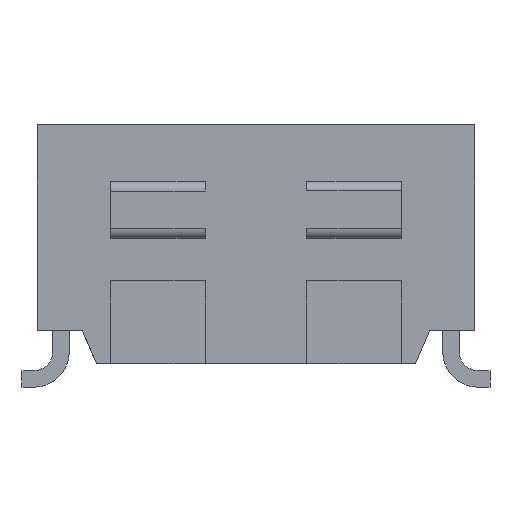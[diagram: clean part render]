
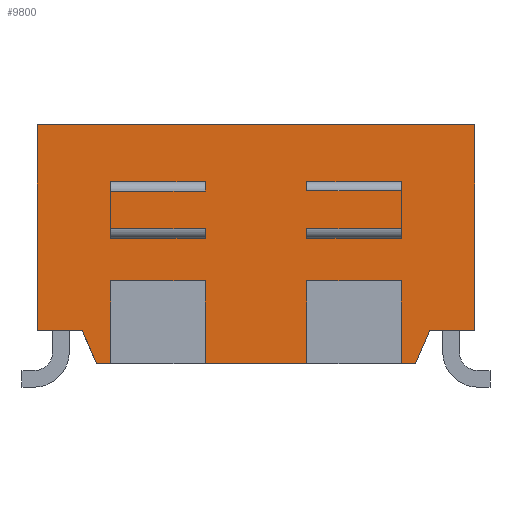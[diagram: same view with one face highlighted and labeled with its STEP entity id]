
A CAD part, front view. The second image highlights one B-rep face of the part: STEP entity #9800.
In plain terms, the highlighted face is planar.
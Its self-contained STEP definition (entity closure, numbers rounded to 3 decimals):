
#462=ORIENTED_EDGE('',*,*,#2495,.F.);
#463=ORIENTED_EDGE('',*,*,#2565,.F.);
#464=ORIENTED_EDGE('',*,*,#2566,.T.);
#465=ORIENTED_EDGE('',*,*,#2567,.T.);
#466=ORIENTED_EDGE('',*,*,#2509,.F.);
#467=ORIENTED_EDGE('',*,*,#2568,.F.);
#468=ORIENTED_EDGE('',*,*,#2569,.T.);
#469=ORIENTED_EDGE('',*,*,#2570,.T.);
#470=ORIENTED_EDGE('',*,*,#2505,.F.);
#471=ORIENTED_EDGE('',*,*,#2571,.T.);
#472=ORIENTED_EDGE('',*,*,#2572,.T.);
#473=ORIENTED_EDGE('',*,*,#2573,.F.);
#474=ORIENTED_EDGE('',*,*,#2574,.F.);
#475=ORIENTED_EDGE('',*,*,#2575,.T.);
#476=ORIENTED_EDGE('',*,*,#2576,.F.);
#477=ORIENTED_EDGE('',*,*,#2577,.F.);
#478=ORIENTED_EDGE('',*,*,#2578,.F.);
#479=ORIENTED_EDGE('',*,*,#2579,.F.);
#480=ORIENTED_EDGE('',*,*,#2580,.F.);
#481=ORIENTED_EDGE('',*,*,#2581,.F.);
#482=ORIENTED_EDGE('',*,*,#2582,.F.);
#483=ORIENTED_EDGE('',*,*,#2540,.T.);
#484=ORIENTED_EDGE('',*,*,#2583,.T.);
#485=ORIENTED_EDGE('',*,*,#2552,.T.);
#486=ORIENTED_EDGE('',*,*,#2584,.T.);
#487=ORIENTED_EDGE('',*,*,#2585,.T.);
#488=ORIENTED_EDGE('',*,*,#2548,.T.);
#489=ORIENTED_EDGE('',*,*,#2586,.T.);
#490=ORIENTED_EDGE('',*,*,#2542,.F.);
#491=ORIENTED_EDGE('',*,*,#2587,.T.);
#492=ORIENTED_EDGE('',*,*,#2588,.T.);
#493=ORIENTED_EDGE('',*,*,#2589,.T.);
#2495=EDGE_CURVE('',#3546,#3547,#4256,.T.);
#2505=EDGE_CURVE('',#3554,#3555,#4266,.T.);
#2509=EDGE_CURVE('',#3558,#3559,#4270,.T.);
#2540=EDGE_CURVE('',#3579,#3582,#4297,.T.);
#2542=EDGE_CURVE('',#3584,#3585,#4298,.T.);
#2548=EDGE_CURVE('',#3587,#3590,#4301,.T.);
#2552=EDGE_CURVE('',#3591,#3594,#4303,.T.);
#2565=EDGE_CURVE('',#3607,#3546,#4310,.T.);
#2566=EDGE_CURVE('',#3607,#3608,#4311,.T.);
#2567=EDGE_CURVE('',#3608,#3559,#4312,.T.);
#2568=EDGE_CURVE('',#3609,#3558,#4313,.T.);
#2569=EDGE_CURVE('',#3609,#3610,#4314,.T.);
#2570=EDGE_CURVE('',#3610,#3555,#4315,.T.);
#2571=EDGE_CURVE('',#3554,#3611,#4316,.T.);
#2572=EDGE_CURVE('',#3611,#3612,#4317,.T.);
#2573=EDGE_CURVE('',#3613,#3612,#4318,.T.);
#2574=EDGE_CURVE('',#3614,#3613,#4319,.T.);
#2575=EDGE_CURVE('',#3614,#3615,#4320,.T.);
#2576=EDGE_CURVE('',#3616,#3615,#4321,.T.);
#2577=EDGE_CURVE('',#3547,#3616,#4322,.T.);
#2578=EDGE_CURVE('',#3617,#3594,#4323,.T.);
#2579=EDGE_CURVE('',#3618,#3617,#4324,.T.);
#2580=EDGE_CURVE('',#3619,#3618,#4325,.T.);
#2581=EDGE_CURVE('',#3620,#3619,#4326,.T.);
#2582=EDGE_CURVE('',#3579,#3620,#4327,.T.);
#2583=EDGE_CURVE('',#3582,#3591,#4328,.T.);
#2584=EDGE_CURVE('',#3621,#3622,#4329,.T.);
#2585=EDGE_CURVE('',#3622,#3587,#4330,.T.);
#2586=EDGE_CURVE('',#3590,#3585,#4331,.T.);
#2587=EDGE_CURVE('',#3584,#3623,#4332,.T.);
#2588=EDGE_CURVE('',#3623,#3624,#4333,.T.);
#2589=EDGE_CURVE('',#3624,#3621,#4334,.T.);
#3546=VERTEX_POINT('',#12523);
#3547=VERTEX_POINT('',#12525);
#3554=VERTEX_POINT('',#12541);
#3555=VERTEX_POINT('',#12543);
#3558=VERTEX_POINT('',#12549);
#3559=VERTEX_POINT('',#12551);
#3579=VERTEX_POINT('',#12607);
#3582=VERTEX_POINT('',#12612);
#3584=VERTEX_POINT('',#12617);
#3585=VERTEX_POINT('',#12619);
#3587=VERTEX_POINT('',#12625);
#3590=VERTEX_POINT('',#12630);
#3591=VERTEX_POINT('',#12634);
#3594=VERTEX_POINT('',#12639);
#3607=VERTEX_POINT('',#12670);
#3608=VERTEX_POINT('',#12672);
#3609=VERTEX_POINT('',#12675);
#3610=VERTEX_POINT('',#12677);
#3611=VERTEX_POINT('',#12680);
#3612=VERTEX_POINT('',#12682);
#3613=VERTEX_POINT('',#12684);
#3614=VERTEX_POINT('',#12686);
#3615=VERTEX_POINT('',#12688);
#3616=VERTEX_POINT('',#12690);
#3617=VERTEX_POINT('',#12693);
#3618=VERTEX_POINT('',#12695);
#3619=VERTEX_POINT('',#12697);
#3620=VERTEX_POINT('',#12699);
#3621=VERTEX_POINT('',#12703);
#3622=VERTEX_POINT('',#12704);
#3623=VERTEX_POINT('',#12708);
#3624=VERTEX_POINT('',#12710);
#4256=LINE('',#12524,#5111);
#4266=LINE('',#12542,#5121);
#4270=LINE('',#12550,#5125);
#4297=LINE('',#12613,#5152);
#4298=LINE('',#12618,#5153);
#4301=LINE('',#12631,#5156);
#4303=LINE('',#12640,#5158);
#4310=LINE('',#12669,#5165);
#4311=LINE('',#12671,#5166);
#4312=LINE('',#12673,#5167);
#4313=LINE('',#12674,#5168);
#4314=LINE('',#12676,#5169);
#4315=LINE('',#12678,#5170);
#4316=LINE('',#12679,#5171);
#4317=LINE('',#12681,#5172);
#4318=LINE('',#12683,#5173);
#4319=LINE('',#12685,#5174);
#4320=LINE('',#12687,#5175);
#4321=LINE('',#12689,#5176);
#4322=LINE('',#12691,#5177);
#4323=LINE('',#12692,#5178);
#4324=LINE('',#12694,#5179);
#4325=LINE('',#12696,#5180);
#4326=LINE('',#12698,#5181);
#4327=LINE('',#12700,#5182);
#4328=LINE('',#12701,#5183);
#4329=LINE('',#12702,#5184);
#4330=LINE('',#12705,#5185);
#4331=LINE('',#12706,#5186);
#4332=LINE('',#12707,#5187);
#4333=LINE('',#12709,#5188);
#4334=LINE('',#12711,#5189);
#5111=VECTOR('',#10722,1000.);
#5121=VECTOR('',#10732,1000.);
#5125=VECTOR('',#10736,1000.);
#5152=VECTOR('',#10787,1000.);
#5153=VECTOR('',#10792,1000.);
#5156=VECTOR('',#10803,1000.);
#5158=VECTOR('',#10811,1000.);
#5165=VECTOR('',#10838,1000.);
#5166=VECTOR('',#10839,1000.);
#5167=VECTOR('',#10840,1000.);
#5168=VECTOR('',#10841,1000.);
#5169=VECTOR('',#10842,1000.);
#5170=VECTOR('',#10843,1000.);
#5171=VECTOR('',#10844,1000.);
#5172=VECTOR('',#10845,1000.);
#5173=VECTOR('',#10846,1000.);
#5174=VECTOR('',#10847,1000.);
#5175=VECTOR('',#10848,1000.);
#5176=VECTOR('',#10849,1000.);
#5177=VECTOR('',#10850,1000.);
#5178=VECTOR('',#10851,1000.);
#5179=VECTOR('',#10852,1000.);
#5180=VECTOR('',#10853,1000.);
#5181=VECTOR('',#10854,1000.);
#5182=VECTOR('',#10855,1000.);
#5183=VECTOR('',#10856,1000.);
#5184=VECTOR('',#10857,1000.);
#5185=VECTOR('',#10858,1000.);
#5186=VECTOR('',#10859,1000.);
#5187=VECTOR('',#10860,1000.);
#5188=VECTOR('',#10861,1000.);
#5189=VECTOR('',#10862,1000.);
#5919=EDGE_LOOP('',(#462,#463,#464,#465,#466,#467,#468,#469,#470,#471,#472,
#473,#474,#475,#476,#477));
#5920=EDGE_LOOP('',(#478,#479,#480,#481,#482,#483,#484,#485));
#5921=EDGE_LOOP('',(#486,#487,#488,#489,#490,#491,#492,#493));
#6366=FACE_BOUND('',#5919,.T.);
#6367=FACE_BOUND('',#5920,.T.);
#6368=FACE_BOUND('',#5921,.T.);
#6805=PLANE('',#10203);
#9800=ADVANCED_FACE('',(#6366,#6367,#6368),#6805,.F.);
#10203=AXIS2_PLACEMENT_3D('',#12668,#10836,#10837);
#10722=DIRECTION('',(0.,1.,0.));
#10732=DIRECTION('',(0.,1.,0.));
#10736=DIRECTION('',(0.,1.,0.));
#10787=DIRECTION('',(0.,-1.,0.));
#10792=DIRECTION('',(0.,1.,0.));
#10803=DIRECTION('',(0.,1.,0.));
#10811=DIRECTION('',(0.,1.,0.));
#10836=DIRECTION('',(1.,0.,0.));
#10837=DIRECTION('',(0.,0.,-1.));
#10838=DIRECTION('',(0.,0.,-1.));
#10839=DIRECTION('',(0.,-1.,0.));
#10840=DIRECTION('',(0.,0.,-1.));
#10841=DIRECTION('',(0.,0.,-1.));
#10842=DIRECTION('',(0.,-1.,0.));
#10843=DIRECTION('',(0.,0.,-1.));
#10844=DIRECTION('',(0.,-0.394,0.919));
#10845=DIRECTION('',(0.,-1.,0.));
#10846=DIRECTION('',(0.,0.,-1.));
#10847=DIRECTION('',(0.,-1.,0.));
#10848=DIRECTION('',(0.,0.,-1.));
#10849=DIRECTION('',(0.,1.,0.));
#10850=DIRECTION('',(0.,0.394,0.919));
#10851=DIRECTION('',(0.,0.,-1.));
#10852=DIRECTION('',(0.,1.,0.));
#10853=DIRECTION('',(0.,0.,1.));
#10854=DIRECTION('',(0.,-1.,0.));
#10855=DIRECTION('',(0.,0.,-1.));
#10856=DIRECTION('',(0.,0.,1.));
#10857=DIRECTION('',(0.,-1.,0.));
#10858=DIRECTION('',(0.,0.,-1.));
#10859=DIRECTION('',(0.,0.,-1.));
#10860=DIRECTION('',(0.,0.,-1.));
#10861=DIRECTION('',(0.,1.,0.));
#10862=DIRECTION('',(0.,0.,1.));
#12523=CARTESIAN_POINT('',(-6.35,3.075,0.));
#12524=CARTESIAN_POINT('',(-6.35,-4.625,0.));
#12525=CARTESIAN_POINT('',(-6.35,3.375,0.));
#12541=CARTESIAN_POINT('',(-6.35,-3.375,0.));
#12542=CARTESIAN_POINT('',(-6.35,-4.625,0.));
#12543=CARTESIAN_POINT('',(-6.35,-3.075,0.));
#12549=CARTESIAN_POINT('',(-6.35,-1.075,0.));
#12550=CARTESIAN_POINT('',(-6.35,-4.625,0.));
#12551=CARTESIAN_POINT('',(-6.35,1.075,0.));
#12607=CARTESIAN_POINT('',(-6.35,-1.075,2.85));
#12612=CARTESIAN_POINT('',(-6.35,-3.075,2.85));
#12613=CARTESIAN_POINT('',(-6.35,-4.625,2.85));
#12617=CARTESIAN_POINT('',(-6.35,1.075,2.85));
#12618=CARTESIAN_POINT('',(-6.35,1.075,2.85));
#12619=CARTESIAN_POINT('',(-6.35,3.075,2.85));
#12625=CARTESIAN_POINT('',(-6.35,1.075,3.65));
#12630=CARTESIAN_POINT('',(-6.35,3.075,3.65));
#12631=CARTESIAN_POINT('',(-6.35,-4.625,3.65));
#12634=CARTESIAN_POINT('',(-6.35,-3.075,3.65));
#12639=CARTESIAN_POINT('',(-6.35,-1.075,3.65));
#12640=CARTESIAN_POINT('',(-6.35,-4.625,3.65));
#12668=CARTESIAN_POINT('',(-6.35,-4.625,3.85));
#12669=CARTESIAN_POINT('',(-6.35,3.075,2.65));
#12670=CARTESIAN_POINT('',(-6.35,3.075,1.75));
#12671=CARTESIAN_POINT('',(-6.35,4.625,1.75));
#12672=CARTESIAN_POINT('',(-6.35,1.075,1.75));
#12673=CARTESIAN_POINT('',(-6.35,1.075,2.65));
#12674=CARTESIAN_POINT('',(-6.35,-1.075,2.65));
#12675=CARTESIAN_POINT('',(-6.35,-1.075,1.75));
#12676=CARTESIAN_POINT('',(-6.35,4.625,1.75));
#12677=CARTESIAN_POINT('',(-6.35,-3.075,1.75));
#12678=CARTESIAN_POINT('',(-6.35,-3.075,2.65));
#12679=CARTESIAN_POINT('',(-6.35,-4.963,3.705));
#12680=CARTESIAN_POINT('',(-6.35,-3.675,0.7));
#12681=CARTESIAN_POINT('',(-6.35,-4.625,0.7));
#12682=CARTESIAN_POINT('',(-6.35,-4.625,0.7));
#12683=CARTESIAN_POINT('',(-6.35,-4.625,3.85));
#12684=CARTESIAN_POINT('',(-6.35,-4.625,5.05));
#12685=CARTESIAN_POINT('',(-6.35,4.625,5.05));
#12686=CARTESIAN_POINT('',(-6.35,4.625,5.05));
#12687=CARTESIAN_POINT('',(-6.35,4.625,3.85));
#12688=CARTESIAN_POINT('',(-6.35,4.625,0.7));
#12689=CARTESIAN_POINT('',(-6.35,-4.625,0.7));
#12690=CARTESIAN_POINT('',(-6.35,3.675,0.7));
#12691=CARTESIAN_POINT('',(-6.35,3.528,0.356));
#12692=CARTESIAN_POINT('',(-6.35,-1.075,1.75));
#12693=CARTESIAN_POINT('',(-6.35,-1.075,3.85));
#12694=CARTESIAN_POINT('',(-6.35,4.625,3.85));
#12695=CARTESIAN_POINT('',(-6.35,-3.076,3.85));
#12696=CARTESIAN_POINT('',(-6.35,-3.076,1.75));
#12697=CARTESIAN_POINT('',(-6.35,-3.076,2.65));
#12698=CARTESIAN_POINT('',(-6.35,4.625,2.65));
#12699=CARTESIAN_POINT('',(-6.35,-1.075,2.65));
#12700=CARTESIAN_POINT('',(-6.35,-1.075,1.75));
#12701=CARTESIAN_POINT('',(-6.35,-3.075,1.75));
#12702=CARTESIAN_POINT('',(-6.35,4.625,3.85));
#12703=CARTESIAN_POINT('',(-6.35,3.076,3.85));
#12704=CARTESIAN_POINT('',(-6.35,1.075,3.85));
#12705=CARTESIAN_POINT('',(-6.35,1.075,1.75));
#12706=CARTESIAN_POINT('',(-6.35,3.075,3.85));
#12707=CARTESIAN_POINT('',(-6.35,1.075,1.75));
#12708=CARTESIAN_POINT('',(-6.35,1.075,2.65));
#12709=CARTESIAN_POINT('',(-6.35,4.625,2.65));
#12710=CARTESIAN_POINT('',(-6.35,3.076,2.65));
#12711=CARTESIAN_POINT('',(-6.35,3.076,1.75));
